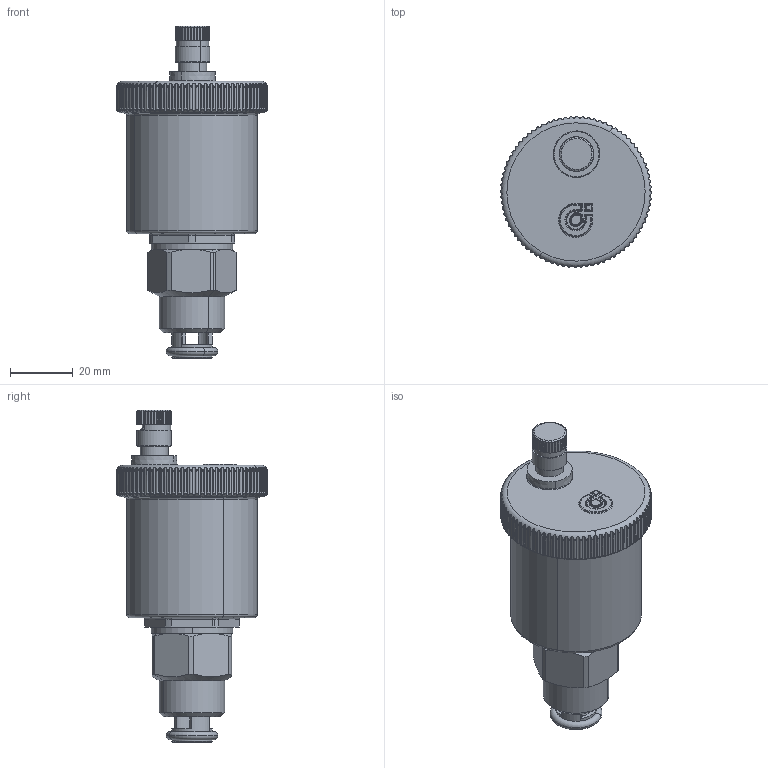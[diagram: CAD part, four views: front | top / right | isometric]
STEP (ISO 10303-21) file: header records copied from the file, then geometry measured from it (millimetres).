
FILE_DESCRIPTION(('CATIA V5 STEP Exchange'),'2;1');
FILE_NAME('STEP_502141_-_TST.stp','2018-09-20T06:06:20+00:00',('none'),('none'),'CATIA Version 5-6 Release 2016 SP4','CATIA V5 STEP AP203','none');
FILE_SCHEMA(('CONFIG_CONTROL_DESIGN'));
Length unit declared in the file: millimetre
Products named in the file (1): 502141 - TST
Bounding box: 47.9 x 47.9 x 105.4 mm (x, y, z)
Volume: 86574.7 mm3; surface area: 14629.5 mm2
Topology: 1 solids, 2 shells, 693 faces, 1965 edges, 1274 vertices
Faces by surface type: cylinder 300, plane 286, cone 39, torus 30, bspline 29, sphere 9
Entity records: 27094 total; most frequent: CARTESIAN_POINT 11537, ORIENTED_EDGE 3896, DIRECTION 2148, EDGE_CURVE 1948, VERTEX_POINT 1274, B_SPLINE_CURVE_WITH_KNOTS 918, AXIS2_PLACEMENT_3D 876, VECTOR 714
